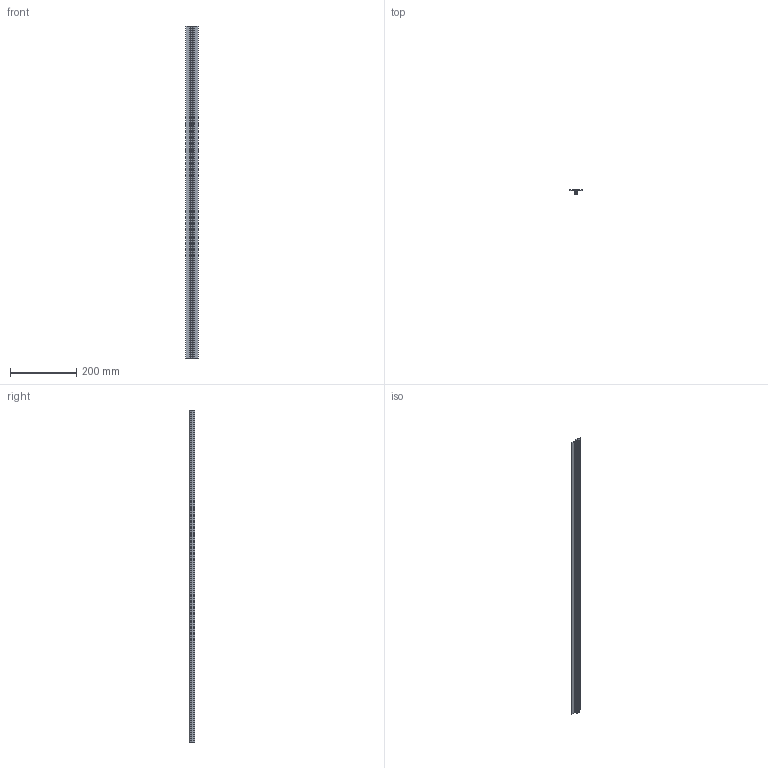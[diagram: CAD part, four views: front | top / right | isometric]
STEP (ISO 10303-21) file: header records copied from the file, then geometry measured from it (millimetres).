
FILE_DESCRIPTION (( 'STEP AP214' ), '1' );
FILE_NAME ('C10S2 Ïðèæèìíîé ïðîôèëü äëÿ ëèñòà Ïàç 10.STEP', '2019-10-31T09:19:56', ( 'Windows User' ), ( '' ), 'SwSTEP 2.0', 'SolidWorks 2019', '' );
FILE_SCHEMA (( 'AUTOMOTIVE_DESIGN' ));
Length unit declared in the file: millimetre
Products named in the file (1): C10S2 Ïðèæèìíîé ïðîôèëü äëÿ ëèñòà Ïàç 10
Bounding box: 37.95 x 15.5 x 1000 mm (x, y, z)
Volume: 138995.8 mm3; surface area: 141930.4 mm2
Topology: 1 solids, 1 shells, 87 faces, 255 edges, 170 vertices
Faces by surface type: plane 54, cylinder 33
Entity records: 2929 total; most frequent: CARTESIAN_POINT 513, ORIENTED_EDGE 510, DIRECTION 497, EDGE_CURVE 255, VECTOR 189, LINE 189, VERTEX_POINT 170, AXIS2_PLACEMENT_3D 154
